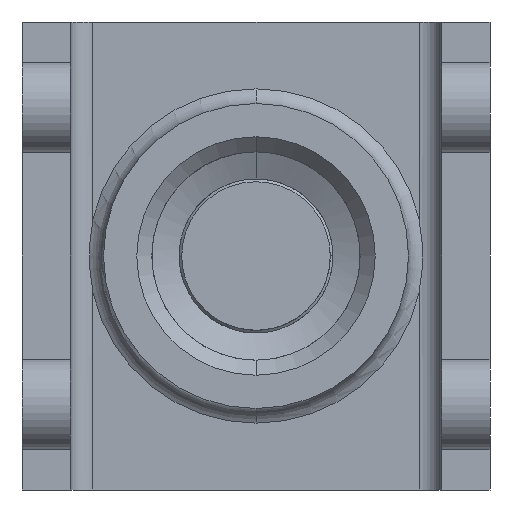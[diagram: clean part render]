
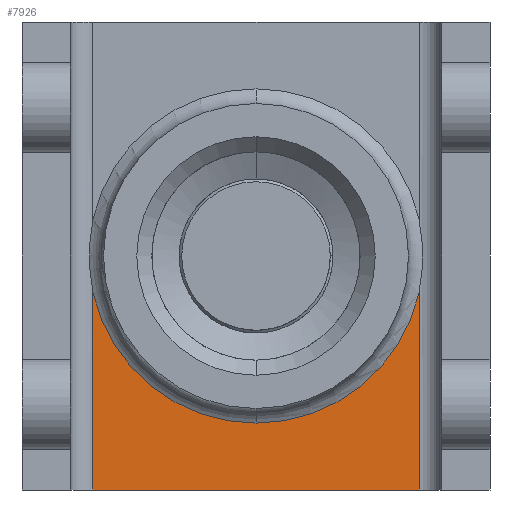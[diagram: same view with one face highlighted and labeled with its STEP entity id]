
A CAD part, front view. The second image highlights one B-rep face of the part: STEP entity #7926.
In plain terms, the highlighted planar face has unit normal (0, -1, 0).
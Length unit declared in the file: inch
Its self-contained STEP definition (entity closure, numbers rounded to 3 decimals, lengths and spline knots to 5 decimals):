
#171 = EDGE_CURVE ( 'NONE', #8488, #9095, #951, .T. ) ;
#673 = ORIENTED_EDGE ( 'NONE', *, *, #1216, .F. ) ;
#718 = DIRECTION ( 'NONE',  ( 0., 0., -1. ) ) ;
#951 = LINE ( 'NONE', #2950, #6857 ) ;
#1047 = AXIS2_PLACEMENT_3D ( 'NONE', #9967, #5391, #718 ) ;
#1216 = EDGE_CURVE ( 'NONE', #6513, #9095, #9691, .T. ) ;
#1236 = CARTESIAN_POINT ( 'NONE',  ( 0.13469, 0.14087, -0.00635 ) ) ;
#1417 = CARTESIAN_POINT ( 'NONE',  ( -0.08131, 0.14087, -0.13706 ) ) ;
#1658 = ORIENTED_EDGE ( 'NONE', *, *, #9509, .T. ) ;
#1811 = EDGE_LOOP ( 'NONE', ( #6335, #7880, #1658, #3254, #673 ) ) ;
#1983 = AXIS2_PLACEMENT_3D ( 'NONE', #4672, #4639, #4608 ) ;
#2169 = VECTOR ( 'NONE', #6034, 39.37008 ) ;
#2756 = CARTESIAN_POINT ( 'NONE',  ( 0.13469, 0.14087, -0.13706 ) ) ;
#2815 = EDGE_CURVE ( 'NONE', #3345, #4659, #6662, .T. ) ;
#2917 = DIRECTION ( 'NONE',  ( 0., 0., -1. ) ) ;
#2950 = CARTESIAN_POINT ( 'NONE',  ( -0.08131, 0.14087, 0.17294 ) ) ;
#2995 = CIRCLE ( 'NONE', #3689, 0.1107 ) ;
#3254 = ORIENTED_EDGE ( 'NONE', *, *, #171, .T. ) ;
#3331 = DIRECTION ( 'NONE',  ( 0., 1., 0. ) ) ;
#3345 = VERTEX_POINT ( 'NONE', #1236 ) ;
#3392 = CARTESIAN_POINT ( 'NONE',  ( 0.02669, 0.14087, -0.09276 ) ) ;
#3565 = VECTOR ( 'NONE', #9708, 39.37008 ) ;
#3689 = AXIS2_PLACEMENT_3D ( 'NONE', #7915, #3331, #8679 ) ;
#3792 = PLANE ( 'NONE',  #1047 ) ;
#4212 = LINE ( 'NONE', #7824, #2169 ) ;
#4246 = EDGE_CURVE ( 'NONE', #3345, #6513, #4212, .T. ) ;
#4608 = DIRECTION ( 'NONE',  ( 0., 0., 1. ) ) ;
#4639 = DIRECTION ( 'NONE',  ( 0., 1., 0. ) ) ;
#4659 = VERTEX_POINT ( 'NONE', #3392 ) ;
#4672 = CARTESIAN_POINT ( 'NONE',  ( 0.02669, 0.14087, 0.01794 ) ) ;
#5153 = CARTESIAN_POINT ( 'NONE',  ( -0.08131, 0.14087, -0.13706 ) ) ;
#5391 = DIRECTION ( 'NONE',  ( 0., -1., 0. ) ) ;
#6034 = DIRECTION ( 'NONE',  ( 0., 0., -1. ) ) ;
#6335 = ORIENTED_EDGE ( 'NONE', *, *, #4246, .F. ) ;
#6513 = VERTEX_POINT ( 'NONE', #2756 ) ;
#6662 = CIRCLE ( 'NONE', #1983, 0.1107 ) ;
#6857 = VECTOR ( 'NONE', #2917, 39.37008 ) ;
#7527 = FACE_OUTER_BOUND ( 'NONE', #1811, .T. ) ;
#7824 = CARTESIAN_POINT ( 'NONE',  ( 0.13469, 0.14087, 0.17294 ) ) ;
#7880 = ORIENTED_EDGE ( 'NONE', *, *, #2815, .T. ) ;
#7915 = CARTESIAN_POINT ( 'NONE',  ( 0.02669, 0.14087, 0.01794 ) ) ;
#7926 = ADVANCED_FACE ( 'NONE', ( #7527 ), #3792, .T. ) ;
#8488 = VERTEX_POINT ( 'NONE', #9784 ) ;
#8679 = DIRECTION ( 'NONE',  ( 0., 0., 1. ) ) ;
#9095 = VERTEX_POINT ( 'NONE', #5153 ) ;
#9509 = EDGE_CURVE ( 'NONE', #4659, #8488, #2995, .T. ) ;
#9691 = LINE ( 'NONE', #1417, #3565 ) ;
#9708 = DIRECTION ( 'NONE',  ( -1., 0., 0. ) ) ;
#9784 = CARTESIAN_POINT ( 'NONE',  ( -0.08131, 0.14087, -0.00635 ) ) ;
#9967 = CARTESIAN_POINT ( 'NONE',  ( -0.08131, 0.14087, 0.17294 ) ) ;
